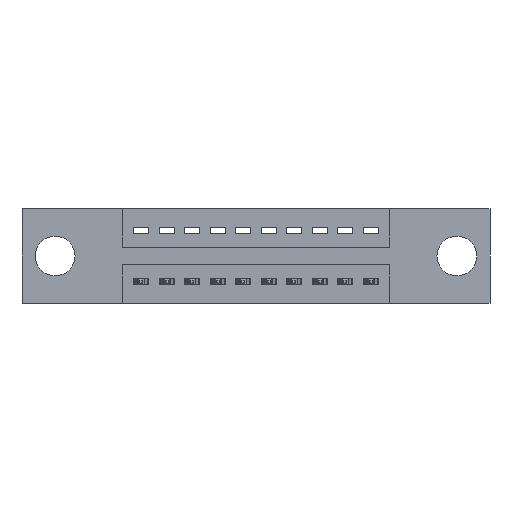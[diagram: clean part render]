
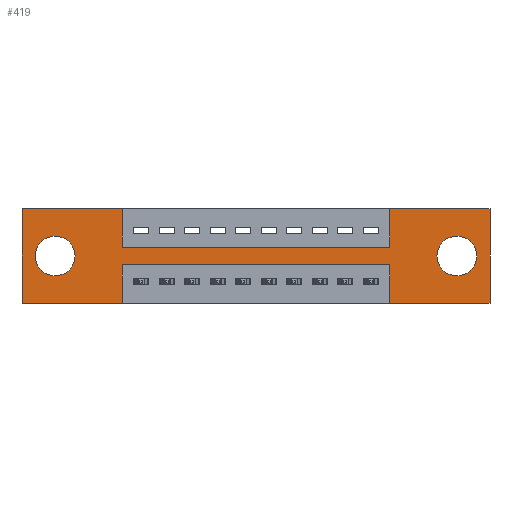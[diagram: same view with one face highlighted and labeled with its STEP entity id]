
A CAD part, front view. The second image highlights one B-rep face of the part: STEP entity #419.
In plain terms, the highlighted planar face has unit normal (0, -1, 0).
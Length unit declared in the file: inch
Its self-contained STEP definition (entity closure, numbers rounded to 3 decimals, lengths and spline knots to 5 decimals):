
#59 = CIRCLE ( 'NONE', #1655, 0.078 ) ;
#115 = ORIENTED_EDGE ( 'NONE', *, *, #2620, .F. ) ;
#189 = DIRECTION ( 'NONE',  ( 0., 0., 1. ) ) ;
#238 = DIRECTION ( 'NONE',  ( 0., 0., -1. ) ) ;
#365 = CARTESIAN_POINT ( 'NONE',  ( 1.4425, 0., 0. ) ) ;
#419 = ADVANCED_FACE ( 'NONE', ( #6925, #5932, #9779 ), #7976, .T. ) ;
#445 = EDGE_CURVE ( 'NONE', #874, #11643, #6116, .T. ) ;
#561 = LINE ( 'NONE', #7337, #3878 ) ;
#575 = CARTESIAN_POINT ( 'NONE',  ( 0.3925, 0., -0.15 ) ) ;
#655 = DIRECTION ( 'NONE',  ( 0., 0., 1. ) ) ;
#727 = CARTESIAN_POINT ( 'NONE',  ( 0.3925, 0., -0.22 ) ) ;
#728 = VECTOR ( 'NONE', #655, 39.37008 ) ;
#820 = CARTESIAN_POINT ( 'NONE',  ( 1.4425, 0., -0.22 ) ) ;
#830 = CARTESIAN_POINT ( 'NONE',  ( 0.13, 0., -0.263 ) ) ;
#874 = VERTEX_POINT ( 'NONE', #11690 ) ;
#948 = VECTOR ( 'NONE', #9905, 39.37008 ) ;
#962 = VECTOR ( 'NONE', #7657, 39.37008 ) ;
#1070 = CIRCLE ( 'NONE', #8001, 0.078 ) ;
#1087 = EDGE_CURVE ( 'NONE', #5600, #9116, #10266, .T. ) ;
#1106 = EDGE_CURVE ( 'NONE', #3930, #2063, #11659, .T. ) ;
#1343 = CARTESIAN_POINT ( 'NONE',  ( 1.835, 0., -0.37 ) ) ;
#1590 = EDGE_LOOP ( 'NONE', ( #2959, #1971 ) ) ;
#1644 = CARTESIAN_POINT ( 'NONE',  ( 0., 0., -0.37 ) ) ;
#1655 = AXIS2_PLACEMENT_3D ( 'NONE', #4850, #6660, #189 ) ;
#1891 = VECTOR ( 'NONE', #8346, 39.37008 ) ;
#1971 = ORIENTED_EDGE ( 'NONE', *, *, #1106, .T. ) ;
#2029 = ORIENTED_EDGE ( 'NONE', *, *, #3609, .T. ) ;
#2063 = VERTEX_POINT ( 'NONE', #3136 ) ;
#2167 = CARTESIAN_POINT ( 'NONE',  ( 1.835, 0., 0. ) ) ;
#2214 = EDGE_CURVE ( 'NONE', #11156, #3821, #9088, .T. ) ;
#2224 = DIRECTION ( 'NONE',  ( 1., 0., 0. ) ) ;
#2295 = CARTESIAN_POINT ( 'NONE',  ( 0.3925, 0., -0.37 ) ) ;
#2464 = CARTESIAN_POINT ( 'NONE',  ( 1.835, 0., 0. ) ) ;
#2496 = CARTESIAN_POINT ( 'NONE',  ( 1.705, 0., -0.107 ) ) ;
#2517 = CARTESIAN_POINT ( 'NONE',  ( 0.3925, 0., 0. ) ) ;
#2536 = AXIS2_PLACEMENT_3D ( 'NONE', #8402, #6663, #3871 ) ;
#2564 = CARTESIAN_POINT ( 'NONE',  ( 1.4425, 0., -0.37 ) ) ;
#2606 = LINE ( 'NONE', #8265, #5419 ) ;
#2620 = EDGE_CURVE ( 'NONE', #11643, #11156, #561, .T. ) ;
#2650 = CARTESIAN_POINT ( 'NONE',  ( 1.705, 0., -0.263 ) ) ;
#2811 = CARTESIAN_POINT ( 'NONE',  ( 0., 0., -0.37 ) ) ;
#2846 = EDGE_CURVE ( 'NONE', #9289, #11074, #6890, .T. ) ;
#2959 = ORIENTED_EDGE ( 'NONE', *, *, #10353, .T. ) ;
#3136 = CARTESIAN_POINT ( 'NONE',  ( 0.13, 0., -0.107 ) ) ;
#3235 = ORIENTED_EDGE ( 'NONE', *, *, #11440, .F. ) ;
#3290 = VECTOR ( 'NONE', #10263, 39.37008 ) ;
#3408 = EDGE_LOOP ( 'NONE', ( #9381, #2029 ) ) ;
#3609 = EDGE_CURVE ( 'NONE', #11040, #5444, #5849, .T. ) ;
#3680 = LINE ( 'NONE', #2564, #3290 ) ;
#3685 = DIRECTION ( 'NONE',  ( -1., 0., 0. ) ) ;
#3821 = VERTEX_POINT ( 'NONE', #8102 ) ;
#3871 = DIRECTION ( 'NONE',  ( 0., 0., 1. ) ) ;
#3878 = VECTOR ( 'NONE', #4540, 39.37008 ) ;
#3930 = VERTEX_POINT ( 'NONE', #830 ) ;
#4055 = LINE ( 'NONE', #7838, #11803 ) ;
#4188 = EDGE_CURVE ( 'NONE', #9116, #10422, #4055, .T. ) ;
#4220 = CARTESIAN_POINT ( 'NONE',  ( 1.705, 0., -0.185 ) ) ;
#4491 = VECTOR ( 'NONE', #6360, 39.37008 ) ;
#4540 = DIRECTION ( 'NONE',  ( 0., 0., -1. ) ) ;
#4704 = ORIENTED_EDGE ( 'NONE', *, *, #445, .F. ) ;
#4850 = CARTESIAN_POINT ( 'NONE',  ( 0.13, 0., -0.185 ) ) ;
#4940 = CARTESIAN_POINT ( 'NONE',  ( 1.705, 0., -0.185 ) ) ;
#5008 = DIRECTION ( 'NONE',  ( 0., 0., -1. ) ) ;
#5017 = EDGE_CURVE ( 'NONE', #9437, #9659, #9286, .T. ) ;
#5087 = VECTOR ( 'NONE', #3685, 39.37008 ) ;
#5363 = CARTESIAN_POINT ( 'NONE',  ( 1.4425, 0., -0.37 ) ) ;
#5419 = VECTOR ( 'NONE', #12048, 39.37008 ) ;
#5444 = VERTEX_POINT ( 'NONE', #2496 ) ;
#5562 = VERTEX_POINT ( 'NONE', #2811 ) ;
#5599 = CARTESIAN_POINT ( 'NONE',  ( 0.3925, 0., -0.22 ) ) ;
#5600 = VERTEX_POINT ( 'NONE', #820 ) ;
#5735 = EDGE_CURVE ( 'NONE', #5444, #11040, #1070, .T. ) ;
#5830 = VECTOR ( 'NONE', #5008, 39.37008 ) ;
#5840 = DIRECTION ( 'NONE',  ( 0., 1., 0. ) ) ;
#5849 = CIRCLE ( 'NONE', #11795, 0.078 ) ;
#5865 = EDGE_CURVE ( 'NONE', #5562, #874, #2606, .T. ) ;
#5932 = FACE_BOUND ( 'NONE', #1590, .T. ) ;
#5948 = LINE ( 'NONE', #2167, #5830 ) ;
#5984 = DIRECTION ( 'NONE',  ( 0., 0., -1. ) ) ;
#6006 = CARTESIAN_POINT ( 'NONE',  ( 0., 0., 0. ) ) ;
#6038 = ORIENTED_EDGE ( 'NONE', *, *, #5865, .F. ) ;
#6116 = LINE ( 'NONE', #6867, #948 ) ;
#6360 = DIRECTION ( 'NONE',  ( -1., 0., 0. ) ) ;
#6407 = LINE ( 'NONE', #8404, #5087 ) ;
#6660 = DIRECTION ( 'NONE',  ( 0., 1., 0. ) ) ;
#6663 = DIRECTION ( 'NONE',  ( 0., 1., 0. ) ) ;
#6867 = CARTESIAN_POINT ( 'NONE',  ( 0., 0., 0. ) ) ;
#6890 = LINE ( 'NONE', #6006, #7126 ) ;
#6925 = FACE_BOUND ( 'NONE', #3408, .T. ) ;
#7047 = CARTESIAN_POINT ( 'NONE',  ( 0., 0., -0.37 ) ) ;
#7093 = AXIS2_PLACEMENT_3D ( 'NONE', #7047, #11757, #10837 ) ;
#7126 = VECTOR ( 'NONE', #2224, 39.37008 ) ;
#7164 = ORIENTED_EDGE ( 'NONE', *, *, #5017, .F. ) ;
#7187 = ORIENTED_EDGE ( 'NONE', *, *, #2846, .F. ) ;
#7337 = CARTESIAN_POINT ( 'NONE',  ( 0.3925, 0., 0. ) ) ;
#7367 = CARTESIAN_POINT ( 'NONE',  ( 1.4425, 0., 0. ) ) ;
#7604 = ORIENTED_EDGE ( 'NONE', *, *, #4188, .F. ) ;
#7657 = DIRECTION ( 'NONE',  ( -1., 0., 0. ) ) ;
#7838 = CARTESIAN_POINT ( 'NONE',  ( 0.3925, 0., -0.37 ) ) ;
#7976 = PLANE ( 'NONE',  #7093 ) ;
#8001 = AXIS2_PLACEMENT_3D ( 'NONE', #4220, #5840, #238 ) ;
#8012 = ORIENTED_EDGE ( 'NONE', *, *, #12152, .F. ) ;
#8102 = CARTESIAN_POINT ( 'NONE',  ( 1.4425, 0., -0.15 ) ) ;
#8265 = CARTESIAN_POINT ( 'NONE',  ( 0., 0., 0. ) ) ;
#8346 = DIRECTION ( 'NONE',  ( 1., 0., 0. ) ) ;
#8402 = CARTESIAN_POINT ( 'NONE',  ( 0.13, 0., -0.185 ) ) ;
#8404 = CARTESIAN_POINT ( 'NONE',  ( 0., 0., -0.37 ) ) ;
#8423 = ORIENTED_EDGE ( 'NONE', *, *, #2214, .F. ) ;
#8567 = CARTESIAN_POINT ( 'NONE',  ( 0.3925, 0., -0.15 ) ) ;
#8950 = DIRECTION ( 'NONE',  ( 0., 0., -1. ) ) ;
#8962 = DIRECTION ( 'NONE',  ( 0., 1., 0. ) ) ;
#9088 = LINE ( 'NONE', #575, #1891 ) ;
#9116 = VERTEX_POINT ( 'NONE', #727 ) ;
#9132 = EDGE_CURVE ( 'NONE', #3821, #9289, #10860, .T. ) ;
#9286 = LINE ( 'NONE', #1644, #4491 ) ;
#9289 = VERTEX_POINT ( 'NONE', #7367 ) ;
#9381 = ORIENTED_EDGE ( 'NONE', *, *, #5735, .T. ) ;
#9437 = VERTEX_POINT ( 'NONE', #1343 ) ;
#9559 = ORIENTED_EDGE ( 'NONE', *, *, #9132, .F. ) ;
#9659 = VERTEX_POINT ( 'NONE', #5363 ) ;
#9779 = FACE_OUTER_BOUND ( 'NONE', #10479, .T. ) ;
#9905 = DIRECTION ( 'NONE',  ( 1., 0., 0. ) ) ;
#10173 = ORIENTED_EDGE ( 'NONE', *, *, #1087, .F. ) ;
#10263 = DIRECTION ( 'NONE',  ( 0., 0., 1. ) ) ;
#10266 = LINE ( 'NONE', #5599, #962 ) ;
#10353 = EDGE_CURVE ( 'NONE', #2063, #3930, #59, .T. ) ;
#10422 = VERTEX_POINT ( 'NONE', #2295 ) ;
#10479 = EDGE_LOOP ( 'NONE', ( #7604, #10173, #8012, #7164, #10956, #7187, #9559, #8423, #115, #4704, #6038, #3235 ) ) ;
#10837 = DIRECTION ( 'NONE',  ( 0., 0., -1. ) ) ;
#10860 = LINE ( 'NONE', #365, #728 ) ;
#10880 = EDGE_CURVE ( 'NONE', #11074, #9437, #5948, .T. ) ;
#10956 = ORIENTED_EDGE ( 'NONE', *, *, #10880, .F. ) ;
#11040 = VERTEX_POINT ( 'NONE', #2650 ) ;
#11074 = VERTEX_POINT ( 'NONE', #2464 ) ;
#11156 = VERTEX_POINT ( 'NONE', #8567 ) ;
#11440 = EDGE_CURVE ( 'NONE', #10422, #5562, #6407, .T. ) ;
#11643 = VERTEX_POINT ( 'NONE', #2517 ) ;
#11659 = CIRCLE ( 'NONE', #2536, 0.078 ) ;
#11690 = CARTESIAN_POINT ( 'NONE',  ( 0., 0., 0. ) ) ;
#11757 = DIRECTION ( 'NONE',  ( 0., -1., 0. ) ) ;
#11795 = AXIS2_PLACEMENT_3D ( 'NONE', #4940, #8962, #5984 ) ;
#11803 = VECTOR ( 'NONE', #8950, 39.37008 ) ;
#12048 = DIRECTION ( 'NONE',  ( 0., 0., 1. ) ) ;
#12152 = EDGE_CURVE ( 'NONE', #9659, #5600, #3680, .T. ) ;
